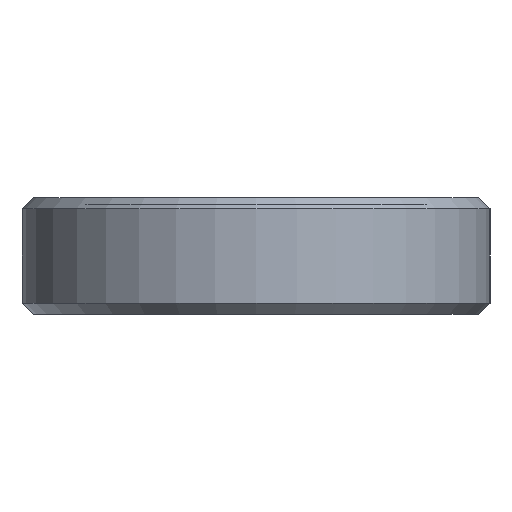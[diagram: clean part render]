
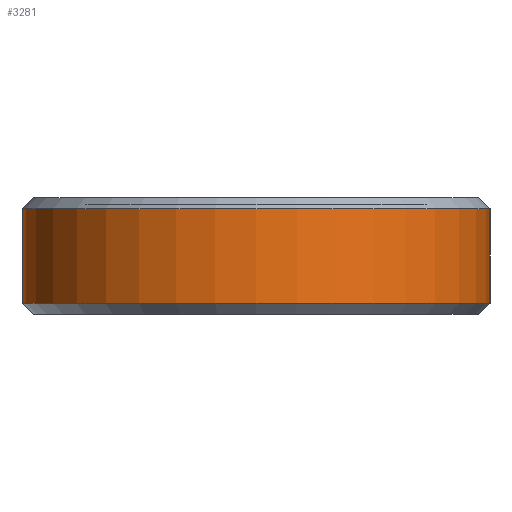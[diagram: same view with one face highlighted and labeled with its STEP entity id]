
A CAD part, left-side view. The second image highlights one B-rep face of the part: STEP entity #3281.
In plain terms, the highlighted cylindrical face has radius 6.25 mm (diameter 12.5 mm), a partial arc.
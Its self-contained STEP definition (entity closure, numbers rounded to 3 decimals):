
#45 = CONICAL_SURFACE('',#46,6.25,0.785);
#46 = AXIS2_PLACEMENT_3D('',#47,#48,#49);
#47 = CARTESIAN_POINT('',(0.,0.,0.3));
#48 = DIRECTION('',(0.,0.,1.));
#49 = DIRECTION('',(0.,1.,0.));
#1198 = VERTEX_POINT('',#1199);
#1199 = CARTESIAN_POINT('',(0.,6.25,0.3));
#1222 = VERTEX_POINT('',#1223);
#1223 = CARTESIAN_POINT('',(0.,-6.25,0.3));
#1244 = EDGE_CURVE('',#1198,#1222,#1245,.T.);
#1245 = SURFACE_CURVE('',#1246,(#1251,#1258),.PCURVE_S1.);
#1246 = CIRCLE('',#1247,6.25);
#1247 = AXIS2_PLACEMENT_3D('',#1248,#1249,#1250);
#1248 = CARTESIAN_POINT('',(0.,0.,0.3));
#1249 = DIRECTION('',(0.,-0.,1.));
#1250 = DIRECTION('',(0.,1.,0.));
#1251 = PCURVE('',#45,#1252);
#1252 = DEFINITIONAL_REPRESENTATION('',(#1253),#1257);
#1253 = LINE('',#1254,#1255);
#1254 = CARTESIAN_POINT('',(0.,0.));
#1255 = VECTOR('',#1256,1.);
#1256 = DIRECTION('',(1.,0.));
#1257 = ( GEOMETRIC_REPRESENTATION_CONTEXT(2) 
PARAMETRIC_REPRESENTATION_CONTEXT() REPRESENTATION_CONTEXT('2D SPACE',''
  ) );
#1258 = PCURVE('',#1259,#1264);
#1259 = CYLINDRICAL_SURFACE('',#1260,6.25);
#1260 = AXIS2_PLACEMENT_3D('',#1261,#1262,#1263);
#1261 = CARTESIAN_POINT('',(0.,0.,0.));
#1262 = DIRECTION('',(-0.,-0.,-1.));
#1263 = DIRECTION('',(1.,0.,0.));
#1264 = DEFINITIONAL_REPRESENTATION('',(#1265),#1269);
#1265 = LINE('',#1266,#1267);
#1266 = CARTESIAN_POINT('',(-1.571,-0.3));
#1267 = VECTOR('',#1268,1.);
#1268 = DIRECTION('',(-1.,0.));
#1269 = ( GEOMETRIC_REPRESENTATION_CONTEXT(2) 
PARAMETRIC_REPRESENTATION_CONTEXT() REPRESENTATION_CONTEXT('2D SPACE',''
  ) );
#1313 = PLANE('',#1314);
#1314 = AXIS2_PLACEMENT_3D('',#1315,#1316,#1317);
#1315 = CARTESIAN_POINT('',(0.,6.25,0.));
#1316 = DIRECTION('',(0.,1.,0.));
#1317 = DIRECTION('',(1.,0.,0.));
#1367 = PLANE('',#1368);
#1368 = AXIS2_PLACEMENT_3D('',#1369,#1370,#1371);
#1369 = CARTESIAN_POINT('',(0.,-6.25,0.));
#1370 = DIRECTION('',(0.,1.,0.));
#1371 = DIRECTION('',(1.,0.,0.));
#3281 = ADVANCED_FACE('',(#3282),#1259,.T.);
#3282 = FACE_BOUND('',#3283,.F.);
#3283 = EDGE_LOOP('',(#3284,#3307,#3336,#3357));
#3284 = ORIENTED_EDGE('',*,*,#3285,.T.);
#3285 = EDGE_CURVE('',#1198,#3286,#3288,.T.);
#3286 = VERTEX_POINT('',#3287);
#3287 = CARTESIAN_POINT('',(0.,6.25,2.825));
#3288 = SURFACE_CURVE('',#3289,(#3293,#3300),.PCURVE_S1.);
#3289 = LINE('',#3290,#3291);
#3290 = CARTESIAN_POINT('',(0.,6.25,0.));
#3291 = VECTOR('',#3292,1.);
#3292 = DIRECTION('',(0.,0.,1.));
#3293 = PCURVE('',#1259,#3294);
#3294 = DEFINITIONAL_REPRESENTATION('',(#3295),#3299);
#3295 = LINE('',#3296,#3297);
#3296 = CARTESIAN_POINT('',(-1.571,0.));
#3297 = VECTOR('',#3298,1.);
#3298 = DIRECTION('',(-0.,-1.));
#3299 = ( GEOMETRIC_REPRESENTATION_CONTEXT(2) 
PARAMETRIC_REPRESENTATION_CONTEXT() REPRESENTATION_CONTEXT('2D SPACE',''
  ) );
#3300 = PCURVE('',#1313,#3301);
#3301 = DEFINITIONAL_REPRESENTATION('',(#3302),#3306);
#3302 = LINE('',#3303,#3304);
#3303 = CARTESIAN_POINT('',(0.,0.));
#3304 = VECTOR('',#3305,1.);
#3305 = DIRECTION('',(0.,-1.));
#3306 = ( GEOMETRIC_REPRESENTATION_CONTEXT(2) 
PARAMETRIC_REPRESENTATION_CONTEXT() REPRESENTATION_CONTEXT('2D SPACE',''
  ) );
#3307 = ORIENTED_EDGE('',*,*,#3308,.T.);
#3308 = EDGE_CURVE('',#3286,#3309,#3311,.T.);
#3309 = VERTEX_POINT('',#3310);
#3310 = CARTESIAN_POINT('',(0.,-6.25,2.825));
#3311 = SURFACE_CURVE('',#3312,(#3317,#3324),.PCURVE_S1.);
#3312 = CIRCLE('',#3313,6.25);
#3313 = AXIS2_PLACEMENT_3D('',#3314,#3315,#3316);
#3314 = CARTESIAN_POINT('',(0.,0.,2.825));
#3315 = DIRECTION('',(0.,-0.,1.));
#3316 = DIRECTION('',(0.,1.,0.));
#3317 = PCURVE('',#1259,#3318);
#3318 = DEFINITIONAL_REPRESENTATION('',(#3319),#3323);
#3319 = LINE('',#3320,#3321);
#3320 = CARTESIAN_POINT('',(-1.571,-2.825));
#3321 = VECTOR('',#3322,1.);
#3322 = DIRECTION('',(-1.,0.));
#3323 = ( GEOMETRIC_REPRESENTATION_CONTEXT(2) 
PARAMETRIC_REPRESENTATION_CONTEXT() REPRESENTATION_CONTEXT('2D SPACE',''
  ) );
#3324 = PCURVE('',#3325,#3330);
#3325 = CONICAL_SURFACE('',#3326,6.25,0.785);
#3326 = AXIS2_PLACEMENT_3D('',#3327,#3328,#3329);
#3327 = CARTESIAN_POINT('',(0.,0.,2.825));
#3328 = DIRECTION('',(-0.,-0.,-1.));
#3329 = DIRECTION('',(0.,1.,0.));
#3330 = DEFINITIONAL_REPRESENTATION('',(#3331),#3335);
#3331 = LINE('',#3332,#3333);
#3332 = CARTESIAN_POINT('',(-0.,-0.));
#3333 = VECTOR('',#3334,1.);
#3334 = DIRECTION('',(-1.,-0.));
#3335 = ( GEOMETRIC_REPRESENTATION_CONTEXT(2) 
PARAMETRIC_REPRESENTATION_CONTEXT() REPRESENTATION_CONTEXT('2D SPACE',''
  ) );
#3336 = ORIENTED_EDGE('',*,*,#3337,.F.);
#3337 = EDGE_CURVE('',#1222,#3309,#3338,.T.);
#3338 = SURFACE_CURVE('',#3339,(#3343,#3350),.PCURVE_S1.);
#3339 = LINE('',#3340,#3341);
#3340 = CARTESIAN_POINT('',(0.,-6.25,0.));
#3341 = VECTOR('',#3342,1.);
#3342 = DIRECTION('',(0.,0.,1.));
#3343 = PCURVE('',#1259,#3344);
#3344 = DEFINITIONAL_REPRESENTATION('',(#3345),#3349);
#3345 = LINE('',#3346,#3347);
#3346 = CARTESIAN_POINT('',(-4.712,0.));
#3347 = VECTOR('',#3348,1.);
#3348 = DIRECTION('',(-0.,-1.));
#3349 = ( GEOMETRIC_REPRESENTATION_CONTEXT(2) 
PARAMETRIC_REPRESENTATION_CONTEXT() REPRESENTATION_CONTEXT('2D SPACE',''
  ) );
#3350 = PCURVE('',#1367,#3351);
#3351 = DEFINITIONAL_REPRESENTATION('',(#3352),#3356);
#3352 = LINE('',#3353,#3354);
#3353 = CARTESIAN_POINT('',(0.,0.));
#3354 = VECTOR('',#3355,1.);
#3355 = DIRECTION('',(0.,-1.));
#3356 = ( GEOMETRIC_REPRESENTATION_CONTEXT(2) 
PARAMETRIC_REPRESENTATION_CONTEXT() REPRESENTATION_CONTEXT('2D SPACE',''
  ) );
#3357 = ORIENTED_EDGE('',*,*,#1244,.F.);
